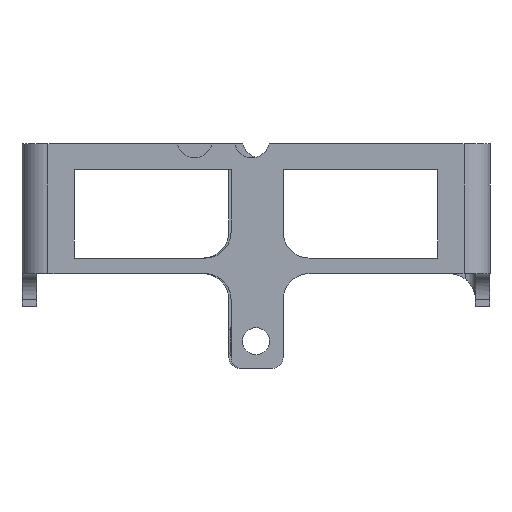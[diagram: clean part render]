
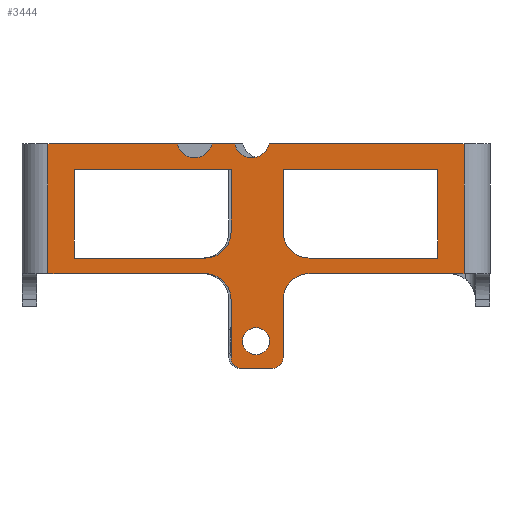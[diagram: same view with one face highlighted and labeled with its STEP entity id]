
A CAD part, front view. The second image highlights one B-rep face of the part: STEP entity #3444.
In plain terms, the highlighted planar face has unit normal (0, -1, 0).
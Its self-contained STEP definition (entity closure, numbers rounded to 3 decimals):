
#34=FACE_BOUND('',#341,.T.);
#35=FACE_BOUND('',#342,.T.);
#36=FACE_BOUND('',#343,.T.);
#53=PLANE('',#3666);
#163=FACE_OUTER_BOUND('',#340,.T.);
#340=EDGE_LOOP('',(#2368,#2369,#2370,#2371,#2372,#2373,#2374,#2375,#2376,
#2377,#2378,#2379,#2380,#2381,#2382,#2383));
#341=EDGE_LOOP('',(#2384,#2385,#2386,#2387,#2388));
#342=EDGE_LOOP('',(#2389,#2390,#2391,#2392,#2393));
#343=EDGE_LOOP('',(#2394));
#542=CIRCLE('',#3661,3.375);
#544=CIRCLE('',#3664,3.375);
#545=CIRCLE('',#3667,5.);
#546=CIRCLE('',#3668,2.);
#547=CIRCLE('',#3669,2.);
#548=CIRCLE('',#3670,5.);
#549=CIRCLE('',#3671,5.);
#550=CIRCLE('',#3672,5.);
#551=CIRCLE('',#3673,2.6);
#713=LINE('',#5104,#1074);
#716=LINE('',#5118,#1077);
#724=LINE('',#5144,#1085);
#725=LINE('',#5147,#1086);
#726=LINE('',#5149,#1087);
#727=LINE('',#5153,#1088);
#728=LINE('',#5157,#1089);
#729=LINE('',#5161,#1090);
#730=LINE('',#5165,#1091);
#731=LINE('',#5166,#1092);
#732=LINE('',#5169,#1093);
#733=LINE('',#5171,#1094);
#734=LINE('',#5173,#1095);
#735=LINE('',#5175,#1096);
#736=LINE('',#5179,#1097);
#737=LINE('',#5181,#1098);
#738=LINE('',#5183,#1099);
#739=LINE('',#5185,#1100);
#1074=VECTOR('',#4039,10.);
#1077=VECTOR('',#4052,10.);
#1085=VECTOR('',#4078,10.);
#1086=VECTOR('',#4081,10.);
#1087=VECTOR('',#4082,10.);
#1088=VECTOR('',#4085,10.);
#1089=VECTOR('',#4088,10.);
#1090=VECTOR('',#4091,10.);
#1091=VECTOR('',#4094,10.);
#1092=VECTOR('',#4095,10.);
#1093=VECTOR('',#4096,10.);
#1094=VECTOR('',#4097,10.);
#1095=VECTOR('',#4098,10.);
#1096=VECTOR('',#4099,10.);
#1097=VECTOR('',#4102,10.);
#1098=VECTOR('',#4103,10.);
#1099=VECTOR('',#4104,10.);
#1100=VECTOR('',#4105,10.);
#1445=VERTEX_POINT('',#5101);
#1446=VERTEX_POINT('',#5103);
#1451=VERTEX_POINT('',#5115);
#1452=VERTEX_POINT('',#5117);
#1459=VERTEX_POINT('',#5133);
#1461=VERTEX_POINT('',#5138);
#1462=VERTEX_POINT('',#5146);
#1463=VERTEX_POINT('',#5148);
#1464=VERTEX_POINT('',#5150);
#1465=VERTEX_POINT('',#5152);
#1466=VERTEX_POINT('',#5154);
#1467=VERTEX_POINT('',#5156);
#1468=VERTEX_POINT('',#5158);
#1469=VERTEX_POINT('',#5160);
#1470=VERTEX_POINT('',#5162);
#1471=VERTEX_POINT('',#5164);
#1472=VERTEX_POINT('',#5167);
#1473=VERTEX_POINT('',#5168);
#1474=VERTEX_POINT('',#5170);
#1475=VERTEX_POINT('',#5172);
#1476=VERTEX_POINT('',#5174);
#1477=VERTEX_POINT('',#5177);
#1478=VERTEX_POINT('',#5178);
#1479=VERTEX_POINT('',#5180);
#1480=VERTEX_POINT('',#5182);
#1481=VERTEX_POINT('',#5184);
#1482=VERTEX_POINT('',#5187);
#1799=EDGE_CURVE('',#1445,#1446,#713,.T.);
#1806=EDGE_CURVE('',#1451,#1452,#716,.T.);
#1815=EDGE_CURVE('',#1445,#1459,#542,.T.);
#1818=EDGE_CURVE('',#1461,#1452,#544,.T.);
#1820=EDGE_CURVE('',#1461,#1459,#724,.T.);
#1821=EDGE_CURVE('',#1462,#1451,#725,.T.);
#1822=EDGE_CURVE('',#1463,#1462,#726,.T.);
#1823=EDGE_CURVE('',#1464,#1463,#545,.T.);
#1824=EDGE_CURVE('',#1464,#1465,#727,.T.);
#1825=EDGE_CURVE('',#1466,#1465,#546,.T.);
#1826=EDGE_CURVE('',#1466,#1467,#728,.T.);
#1827=EDGE_CURVE('',#1468,#1467,#547,.T.);
#1828=EDGE_CURVE('',#1468,#1469,#729,.T.);
#1829=EDGE_CURVE('',#1470,#1469,#548,.T.);
#1830=EDGE_CURVE('',#1471,#1470,#730,.T.);
#1831=EDGE_CURVE('',#1446,#1471,#731,.T.);
#1832=EDGE_CURVE('',#1472,#1473,#732,.T.);
#1833=EDGE_CURVE('',#1474,#1473,#733,.T.);
#1834=EDGE_CURVE('',#1474,#1475,#734,.T.);
#1835=EDGE_CURVE('',#1475,#1476,#735,.T.);
#1836=EDGE_CURVE('',#1472,#1476,#549,.T.);
#1837=EDGE_CURVE('',#1477,#1478,#736,.T.);
#1838=EDGE_CURVE('',#1479,#1478,#737,.T.);
#1839=EDGE_CURVE('',#1480,#1479,#738,.T.);
#1840=EDGE_CURVE('',#1480,#1481,#739,.T.);
#1841=EDGE_CURVE('',#1477,#1481,#550,.T.);
#1842=EDGE_CURVE('',#1482,#1482,#551,.T.);
#2368=ORIENTED_EDGE('',*,*,#1815,.T.);
#2369=ORIENTED_EDGE('',*,*,#1820,.F.);
#2370=ORIENTED_EDGE('',*,*,#1818,.T.);
#2371=ORIENTED_EDGE('',*,*,#1806,.F.);
#2372=ORIENTED_EDGE('',*,*,#1821,.F.);
#2373=ORIENTED_EDGE('',*,*,#1822,.F.);
#2374=ORIENTED_EDGE('',*,*,#1823,.F.);
#2375=ORIENTED_EDGE('',*,*,#1824,.T.);
#2376=ORIENTED_EDGE('',*,*,#1825,.F.);
#2377=ORIENTED_EDGE('',*,*,#1826,.T.);
#2378=ORIENTED_EDGE('',*,*,#1827,.F.);
#2379=ORIENTED_EDGE('',*,*,#1828,.T.);
#2380=ORIENTED_EDGE('',*,*,#1829,.F.);
#2381=ORIENTED_EDGE('',*,*,#1830,.F.);
#2382=ORIENTED_EDGE('',*,*,#1831,.F.);
#2383=ORIENTED_EDGE('',*,*,#1799,.F.);
#2384=ORIENTED_EDGE('',*,*,#1832,.T.);
#2385=ORIENTED_EDGE('',*,*,#1833,.F.);
#2386=ORIENTED_EDGE('',*,*,#1834,.T.);
#2387=ORIENTED_EDGE('',*,*,#1835,.T.);
#2388=ORIENTED_EDGE('',*,*,#1836,.F.);
#2389=ORIENTED_EDGE('',*,*,#1837,.T.);
#2390=ORIENTED_EDGE('',*,*,#1838,.F.);
#2391=ORIENTED_EDGE('',*,*,#1839,.F.);
#2392=ORIENTED_EDGE('',*,*,#1840,.T.);
#2393=ORIENTED_EDGE('',*,*,#1841,.F.);
#2394=ORIENTED_EDGE('',*,*,#1842,.T.);
#3444=ADVANCED_FACE('',(#163,#34,#35,#36),#53,.T.);
#3661=AXIS2_PLACEMENT_3D('',#5135,#4066,#4067);
#3664=AXIS2_PLACEMENT_3D('',#5141,#4073,#4074);
#3666=AXIS2_PLACEMENT_3D('',#5145,#4079,#4080);
#3667=AXIS2_PLACEMENT_3D('',#5151,#4083,#4084);
#3668=AXIS2_PLACEMENT_3D('',#5155,#4086,#4087);
#3669=AXIS2_PLACEMENT_3D('',#5159,#4089,#4090);
#3670=AXIS2_PLACEMENT_3D('',#5163,#4092,#4093);
#3671=AXIS2_PLACEMENT_3D('',#5176,#4100,#4101);
#3672=AXIS2_PLACEMENT_3D('',#5186,#4106,#4107);
#3673=AXIS2_PLACEMENT_3D('',#5188,#4108,#4109);
#4039=DIRECTION('',(1.,0.,0.));
#4052=DIRECTION('',(1.,0.,0.));
#4066=DIRECTION('center_axis',(0.,1.,0.));
#4067=DIRECTION('ref_axis',(1.,0.,0.));
#4073=DIRECTION('center_axis',(0.,1.,0.));
#4074=DIRECTION('ref_axis',(1.,0.,0.));
#4078=DIRECTION('',(1.,0.,0.));
#4079=DIRECTION('center_axis',(0.,-1.,0.));
#4080=DIRECTION('ref_axis',(-1.,0.,0.));
#4081=DIRECTION('',(0.,0.,1.));
#4082=DIRECTION('',(-1.,0.,0.));
#4083=DIRECTION('center_axis',(0.,-1.,0.));
#4084=DIRECTION('ref_axis',(0.707,0.,0.707));
#4085=DIRECTION('',(0.,0.,-1.));
#4086=DIRECTION('center_axis',(0.,1.,0.));
#4087=DIRECTION('ref_axis',(-0.707,0.,-0.707));
#4088=DIRECTION('',(1.,0.,0.));
#4089=DIRECTION('center_axis',(0.,1.,0.));
#4090=DIRECTION('ref_axis',(0.707,0.,-0.707));
#4091=DIRECTION('',(0.,0.,1.));
#4092=DIRECTION('center_axis',(0.,-1.,0.));
#4093=DIRECTION('ref_axis',(-0.707,0.,0.707));
#4094=DIRECTION('',(-1.,0.,0.));
#4095=DIRECTION('',(0.,0.,-1.));
#4096=DIRECTION('',(0.,0.,1.));
#4097=DIRECTION('',(-1.,0.,0.));
#4098=DIRECTION('',(0.,0.,-1.));
#4099=DIRECTION('',(-1.,0.,0.));
#4100=DIRECTION('center_axis',(0.,-1.,0.));
#4101=DIRECTION('ref_axis',(-0.707,0.,-0.707));
#4102=DIRECTION('',(-1.,0.,0.));
#4103=DIRECTION('',(0.,0.,-1.));
#4104=DIRECTION('',(-1.,0.,0.));
#4105=DIRECTION('',(0.,0.,-1.));
#4106=DIRECTION('center_axis',(0.,-1.,0.));
#4107=DIRECTION('ref_axis',(0.707,0.,-0.707));
#4108=DIRECTION('center_axis',(0.,1.,0.));
#4109=DIRECTION('ref_axis',(-1.,0.,0.));
#5101=CARTESIAN_POINT('',(302.111,123.178,0.));
#5103=CARTESIAN_POINT('',(339.603,123.178,0.));
#5104=CARTESIAN_POINT('',(254.598,123.178,0.));
#5115=CARTESIAN_POINT('',(259.598,123.178,0.));
#5117=CARTESIAN_POINT('',(284.487,123.178,0.));
#5118=CARTESIAN_POINT('',(254.598,123.178,0.));
#5133=CARTESIAN_POINT('',(295.487,123.178,0.));
#5135=CARTESIAN_POINT('Origin',(298.799,123.178,0.65));
#5138=CARTESIAN_POINT('',(291.111,123.178,0.));
#5141=CARTESIAN_POINT('Origin',(287.799,123.178,0.65));
#5144=CARTESIAN_POINT('',(254.598,123.178,0.));
#5145=CARTESIAN_POINT('Origin',(344.603,123.178,0.));
#5146=CARTESIAN_POINT('',(259.598,123.178,-25.));
#5147=CARTESIAN_POINT('',(259.598,123.178,0.));
#5148=CARTESIAN_POINT('',(289.799,123.178,-25.));
#5149=CARTESIAN_POINT('',(344.603,123.178,-25.));
#5150=CARTESIAN_POINT('',(294.799,123.178,-30.));
#5151=CARTESIAN_POINT('Origin',(289.799,123.178,-30.));
#5152=CARTESIAN_POINT('',(294.799,123.178,-41.2));
#5153=CARTESIAN_POINT('',(294.799,123.178,-5.));
#5154=CARTESIAN_POINT('',(296.799,123.178,-43.2));
#5155=CARTESIAN_POINT('Origin',(296.799,123.178,-41.2));
#5156=CARTESIAN_POINT('',(302.799,123.178,-43.2));
#5157=CARTESIAN_POINT('',(294.799,123.178,-43.2));
#5158=CARTESIAN_POINT('',(304.799,123.178,-41.2));
#5159=CARTESIAN_POINT('Origin',(302.799,123.178,-41.2));
#5160=CARTESIAN_POINT('',(304.799,123.178,-30.));
#5161=CARTESIAN_POINT('',(304.799,123.178,-43.2));
#5162=CARTESIAN_POINT('',(309.799,123.178,-25.));
#5163=CARTESIAN_POINT('Origin',(309.799,123.178,-30.));
#5164=CARTESIAN_POINT('',(339.603,123.178,-25.));
#5165=CARTESIAN_POINT('',(344.603,123.178,-25.));
#5166=CARTESIAN_POINT('',(339.603,123.178,0.));
#5167=CARTESIAN_POINT('',(304.799,123.178,-17.));
#5168=CARTESIAN_POINT('',(304.799,123.178,-5.));
#5169=CARTESIAN_POINT('',(304.799,123.178,-43.2));
#5170=CARTESIAN_POINT('',(334.599,123.178,-5.));
#5171=CARTESIAN_POINT('',(254.598,123.178,-5.));
#5172=CARTESIAN_POINT('',(334.599,123.178,-22.));
#5173=CARTESIAN_POINT('',(334.599,123.178,-5.));
#5174=CARTESIAN_POINT('',(309.799,123.178,-22.));
#5175=CARTESIAN_POINT('',(344.603,123.178,-22.));
#5176=CARTESIAN_POINT('Origin',(309.799,123.178,-17.));
#5177=CARTESIAN_POINT('',(289.799,123.178,-22.));
#5178=CARTESIAN_POINT('',(264.599,123.178,-22.));
#5179=CARTESIAN_POINT('',(344.603,123.178,-22.));
#5180=CARTESIAN_POINT('',(264.599,123.178,-5.));
#5181=CARTESIAN_POINT('',(264.599,123.178,-5.));
#5182=CARTESIAN_POINT('',(294.799,123.178,-5.));
#5183=CARTESIAN_POINT('',(254.598,123.178,-5.));
#5184=CARTESIAN_POINT('',(294.799,123.178,-17.));
#5185=CARTESIAN_POINT('',(294.799,123.178,-5.));
#5186=CARTESIAN_POINT('Origin',(289.799,123.178,-17.));
#5187=CARTESIAN_POINT('',(302.199,123.178,-38.));
#5188=CARTESIAN_POINT('Origin',(299.599,123.178,-38.));
